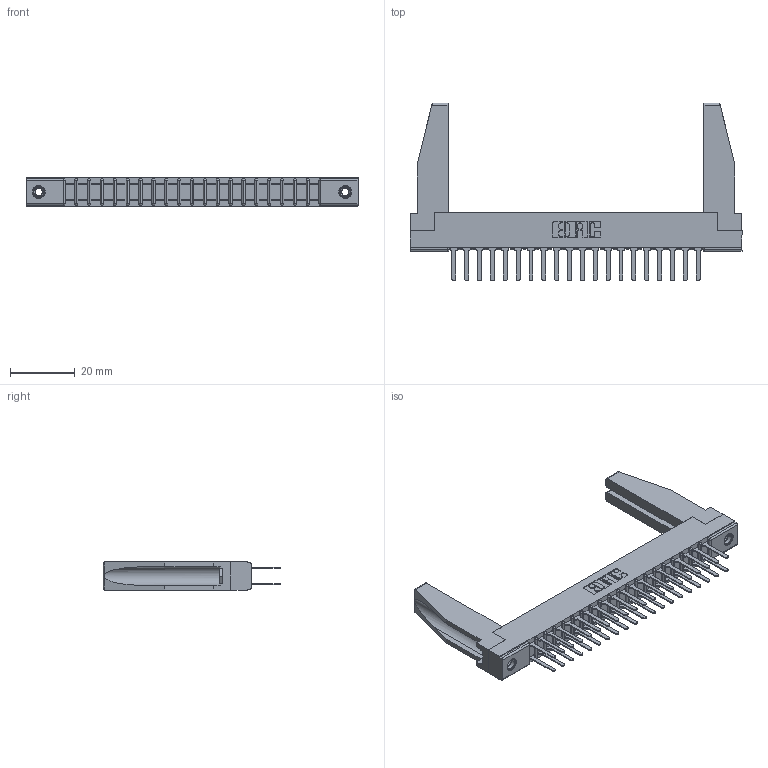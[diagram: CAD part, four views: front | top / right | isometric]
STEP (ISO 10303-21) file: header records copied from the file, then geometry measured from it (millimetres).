
FILE_DESCRIPTION (( 'STEP AP203' ), '1' );
FILE_NAME ('307-040-522-278.STEP', '2019-09-06T05:22:48', ( '' ), ( '' ), 'SwSTEP 2.0', 'SolidWorks 2016', '' );
FILE_SCHEMA (( 'CONFIG_CONTROL_DESIGN' ));
Length unit declared in the file: inch
Products named in the file (5): 307 Part_.156 Dia Mounting Holes; 307-040-522-278; 307-220-078; 345-250-001_345-250-001-102; 307-290-001_522
Assembly tree (45 placements, depth 2):
  307-040-522-278
    307 Part_.156 Dia Mounting Holes
    307-290-001_522  x40
    307-220-078  x2
    345-250-001_345-250-001-102  x2
Bounding box: 102.26 x 54.81 x 8.71 mm (x, y, z)
Volume: 10768.6 mm3; surface area: 16137.5 mm2
Topology: 45 solids, 45 shells, 2109 faces, 5853 edges, 3782 vertices
Faces by surface type: plane 1394, cylinder 657, sphere 42, cone 12, torus 4
Entity records: 22905 total; most frequent: CARTESIAN_POINT 3762, ORIENTED_EDGE 3684, DIRECTION 3648, EDGE_CURVE 1842, VECTOR 1408, LINE 1408, VERTEX_POINT 1192, AXIS2_PLACEMENT_3D 1120
